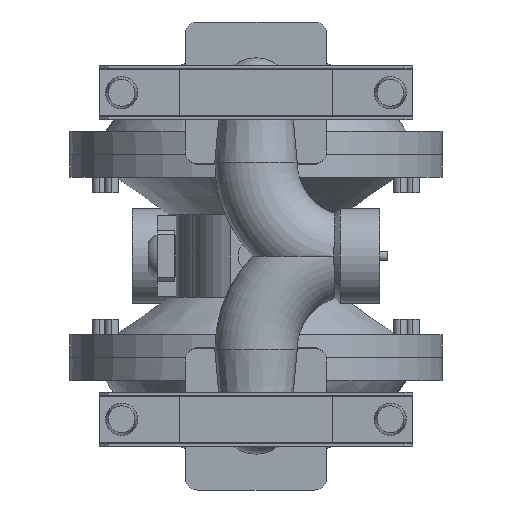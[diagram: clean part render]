
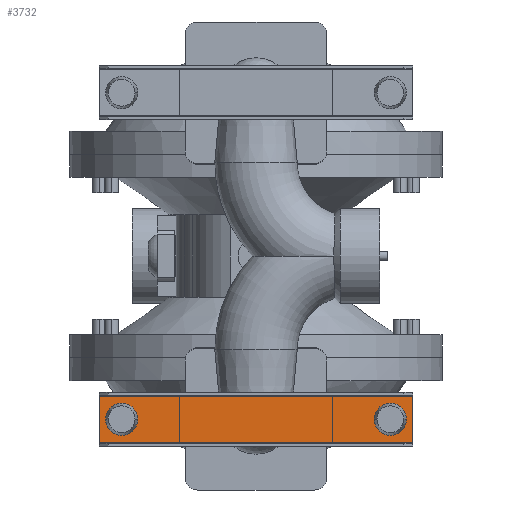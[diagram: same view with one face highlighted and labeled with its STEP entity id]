
A CAD part, front view. The second image highlights one B-rep face of the part: STEP entity #3732.
In plain terms, the highlighted planar face has unit normal (0, -1, 0).
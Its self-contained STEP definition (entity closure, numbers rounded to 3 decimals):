
#672 = CARTESIAN_POINT ( 'NONE',  ( -150., -453.7, -182.25 ) ) ;
#696 = DIRECTION ( 'NONE',  ( -1., 0., 0. ) ) ;
#697 = DIRECTION ( 'NONE',  ( 0., -1., 0. ) ) ;
#698 = CARTESIAN_POINT ( 'NONE',  ( 150., -453.7, -182.25 ) ) ;
#699 = AXIS2_PLACEMENT_3D ( 'NONE', #698, #697, #696 ) ;
#700 = CIRCLE ( 'NONE', #699, 18. ) ;
#734 = DIRECTION ( 'NONE',  ( 1., 0., 0. ) ) ;
#735 = DIRECTION ( 'NONE',  ( 0., 1., 0. ) ) ;
#736 = AXIS2_PLACEMENT_3D ( 'NONE', #672, #735, #734 ) ;
#737 = CIRCLE ( 'NONE', #736, 18. ) ;
#3685 = EDGE_CURVE ( 'NONE', #3710, #3708, #11639, .T. ) ;
#3692 = VERTEX_POINT ( 'NONE', #11724 ) ;
#3696 = EDGE_CURVE ( 'NONE', #3710, #3692, #11717, .T. ) ;
#3708 = VERTEX_POINT ( 'NONE', #11671 ) ;
#3710 = VERTEX_POINT ( 'NONE', #11798 ) ;
#3732 = ADVANCED_FACE ( 'NONE', ( #11735, #11858, #11857 ), #11856, .T. ) ;
#3733 = EDGE_LOOP ( 'NONE', ( #3734, #3735 ) ) ;
#3734 = ORIENTED_EDGE ( 'NONE', *, *, #13086, .T. ) ;
#3735 = ORIENTED_EDGE ( 'NONE', *, *, #8116, .T. ) ;
#3736 = EDGE_LOOP ( 'NONE', ( #3737, #3738, #3739, #3740 ) ) ;
#3737 = ORIENTED_EDGE ( 'NONE', *, *, #3765, .F. ) ;
#3738 = ORIENTED_EDGE ( 'NONE', *, *, #3696, .F. ) ;
#3739 = ORIENTED_EDGE ( 'NONE', *, *, #3685, .T. ) ;
#3740 = ORIENTED_EDGE ( 'NONE', *, *, #3741, .T. ) ;
#3741 = EDGE_CURVE ( 'NONE', #3708, #3766, #11845, .T. ) ;
#3742 = EDGE_LOOP ( 'NONE', ( #3743, #3794 ) ) ;
#3743 = ORIENTED_EDGE ( 'NONE', *, *, #8100, .F. ) ;
#3765 = EDGE_CURVE ( 'NONE', #3692, #3766, #11899, .T. ) ;
#3766 = VERTEX_POINT ( 'NONE', #11893 ) ;
#3794 = ORIENTED_EDGE ( 'NONE', *, *, #13202, .F. ) ;
#8100 = EDGE_CURVE ( 'NONE', #13203, #13200, #700, .T. ) ;
#8116 = EDGE_CURVE ( 'NONE', #13093, #13091, #737, .T. ) ;
#9527 = CARTESIAN_POINT ( 'NONE',  ( -150., -453.7, -182.25 ) ) ;
#9634 = CARTESIAN_POINT ( 'NONE',  ( -168., -453.7, -182.25 ) ) ;
#9636 = CARTESIAN_POINT ( 'NONE',  ( -132., -453.7, -182.25 ) ) ;
#9657 = DIRECTION ( 'NONE',  ( 1., 0., 0. ) ) ;
#9659 = DIRECTION ( 'NONE',  ( 0., 1., 0. ) ) ;
#9660 = AXIS2_PLACEMENT_3D ( 'NONE', #9527, #9659, #9657 ) ;
#9661 = CIRCLE ( 'NONE', #9660, 18. ) ;
#9965 = CARTESIAN_POINT ( 'NONE',  ( 168., -453.7, -182.25 ) ) ;
#10101 = CARTESIAN_POINT ( 'NONE',  ( 132., -453.7, -182.25 ) ) ;
#10103 = DIRECTION ( 'NONE',  ( -1., 0., 0. ) ) ;
#10104 = DIRECTION ( 'NONE',  ( 0., -1., 0. ) ) ;
#10105 = CARTESIAN_POINT ( 'NONE',  ( 150., -453.7, -182.25 ) ) ;
#10106 = AXIS2_PLACEMENT_3D ( 'NONE', #10105, #10104, #10103 ) ;
#10108 = CIRCLE ( 'NONE', #10106, 18. ) ;
#11634 = DIRECTION ( 'NONE',  ( 0., 0., 1. ) ) ;
#11635 = VECTOR ( 'NONE', #11634, 1000. ) ;
#11637 = CARTESIAN_POINT ( 'NONE',  ( 175., -453.7, -152.25 ) ) ;
#11639 = LINE ( 'NONE', #11637, #11635 ) ;
#11671 = CARTESIAN_POINT ( 'NONE',  ( 175., -453.7, -156.45 ) ) ;
#11714 = DIRECTION ( 'NONE',  ( -1., 0., 0. ) ) ;
#11715 = VECTOR ( 'NONE', #11714, 1000. ) ;
#11716 = CARTESIAN_POINT ( 'NONE',  ( 175., -453.7, -208.05 ) ) ;
#11717 = LINE ( 'NONE', #11716, #11715 ) ;
#11724 = CARTESIAN_POINT ( 'NONE',  ( -175., -453.7, -208.05 ) ) ;
#11735 = FACE_BOUND ( 'NONE', #3733, .T. ) ;
#11798 = CARTESIAN_POINT ( 'NONE',  ( 175., -453.7, -208.05 ) ) ;
#11842 = DIRECTION ( 'NONE',  ( -1., 0., 0. ) ) ;
#11843 = VECTOR ( 'NONE', #11842, 1000. ) ;
#11844 = CARTESIAN_POINT ( 'NONE',  ( 175., -453.7, -156.45 ) ) ;
#11845 = LINE ( 'NONE', #11844, #11843 ) ;
#11848 = DIRECTION ( 'NONE',  ( -1., 0., 0. ) ) ;
#11850 = DIRECTION ( 'NONE',  ( 0., -1., 0. ) ) ;
#11852 = CARTESIAN_POINT ( 'NONE',  ( 175., -453.7, -152.25 ) ) ;
#11854 = AXIS2_PLACEMENT_3D ( 'NONE', #11852, #11850, #11848 ) ;
#11856 = PLANE ( 'NONE',  #11854 ) ;
#11857 = FACE_BOUND ( 'NONE', #3742, .T. ) ;
#11858 = FACE_OUTER_BOUND ( 'NONE', #3736, .T. ) ;
#11893 = CARTESIAN_POINT ( 'NONE',  ( -175., -453.7, -156.45 ) ) ;
#11894 = DIRECTION ( 'NONE',  ( 0., 0., 1. ) ) ;
#11896 = VECTOR ( 'NONE', #11894, 1000. ) ;
#11898 = CARTESIAN_POINT ( 'NONE',  ( -175., -453.7, -152.25 ) ) ;
#11899 = LINE ( 'NONE', #11898, #11896 ) ;
#13086 = EDGE_CURVE ( 'NONE', #13091, #13093, #9661, .T. ) ;
#13091 = VERTEX_POINT ( 'NONE', #9636 ) ;
#13093 = VERTEX_POINT ( 'NONE', #9634 ) ;
#13200 = VERTEX_POINT ( 'NONE', #9965 ) ;
#13202 = EDGE_CURVE ( 'NONE', #13200, #13203, #10108, .T. ) ;
#13203 = VERTEX_POINT ( 'NONE', #10101 ) ;
